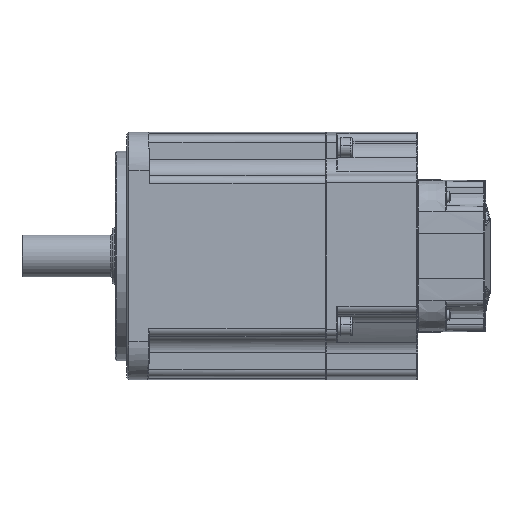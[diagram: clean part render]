
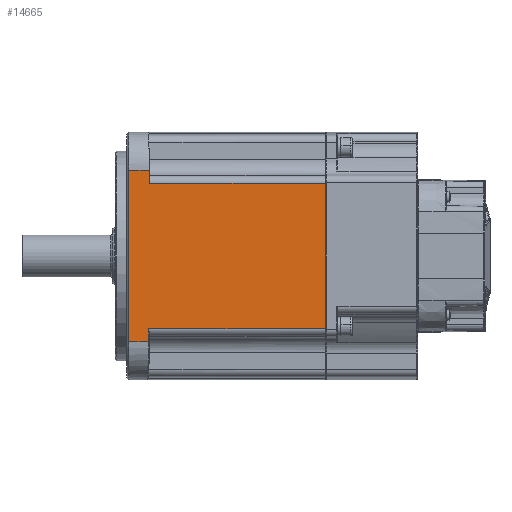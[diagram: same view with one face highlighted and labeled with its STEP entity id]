
A CAD part, front view. The second image highlights one B-rep face of the part: STEP entity #14665.
In plain terms, the highlighted planar face has unit normal (0, -1, 0).
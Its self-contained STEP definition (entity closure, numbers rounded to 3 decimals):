
#2567 = VERTEX_POINT ( 'NONE', #147750 ) ;
#6686 = CARTESIAN_POINT ( 'NONE',  ( -112.927, -65., 38.176 ) ) ;
#10258 = DIRECTION ( 'NONE',  ( -0.017, 0., 1. ) ) ;
#13620 = VERTEX_POINT ( 'NONE', #165617 ) ;
#14665 = ADVANCED_FACE ( 'NONE', ( #20999 ), #133191, .T. ) ;
#17679 = CARTESIAN_POINT ( 'NONE',  ( -20.503, -65., 38.176 ) ) ;
#20999 = FACE_OUTER_BOUND ( 'NONE', #202741, .T. ) ;
#21145 = CARTESIAN_POINT ( 'NONE',  ( -113.546, -65., -45. ) ) ;
#21632 = ORIENTED_EDGE ( 'NONE', *, *, #75252, .F. ) ;
#26839 = LINE ( 'NONE', #36144, #162254 ) ;
#29220 = LINE ( 'NONE', #131887, #80522 ) ;
#33076 = ORIENTED_EDGE ( 'NONE', *, *, #72753, .T. ) ;
#33211 = LINE ( 'NONE', #59334, #109508 ) ;
#33587 = ORIENTED_EDGE ( 'NONE', *, *, #191777, .T. ) ;
#35497 = DIRECTION ( 'NONE',  ( 0.017, 0., 1. ) ) ;
#36144 = CARTESIAN_POINT ( 'NONE',  ( -113.546, -65., -45. ) ) ;
#37763 = VECTOR ( 'NONE', #195353, 1000. ) ;
#43818 = VECTOR ( 'NONE', #51815, 1000. ) ;
#44937 = DIRECTION ( 'NONE',  ( 0., 0., 1. ) ) ;
#46111 = EDGE_CURVE ( 'NONE', #183417, #68659, #180395, .T. ) ;
#46610 = CARTESIAN_POINT ( 'NONE',  ( -124.003, -65., -45. ) ) ;
#51815 = DIRECTION ( 'NONE',  ( 0., 0., -1. ) ) ;
#52755 = LINE ( 'NONE', #6686, #57677 ) ;
#54776 = CARTESIAN_POINT ( 'NONE',  ( -308.851, -65., -45. ) ) ;
#57677 = VECTOR ( 'NONE', #160770, 1000. ) ;
#59334 = CARTESIAN_POINT ( 'NONE',  ( -124.003, -65., -45. ) ) ;
#59394 = ORIENTED_EDGE ( 'NONE', *, *, #99951, .F. ) ;
#68460 = AXIS2_PLACEMENT_3D ( 'NONE', #54776, #163615, #115982 ) ;
#68659 = VERTEX_POINT ( 'NONE', #134044 ) ;
#70581 = DIRECTION ( 'NONE',  ( 1., 0., 0. ) ) ;
#70986 = CARTESIAN_POINT ( 'NONE',  ( -20.503, -65., 38.176 ) ) ;
#72753 = EDGE_CURVE ( 'NONE', #2567, #13620, #121356, .T. ) ;
#75252 = EDGE_CURVE ( 'NONE', #190646, #150094, #52755, .T. ) ;
#77467 = VECTOR ( 'NONE', #10258, 1000. ) ;
#78750 = EDGE_CURVE ( 'NONE', #150094, #183417, #124837, .T. ) ;
#80522 = VECTOR ( 'NONE', #70581, 1000. ) ;
#82667 = CARTESIAN_POINT ( 'NONE',  ( -20.103, -65., -38.176 ) ) ;
#83276 = ORIENTED_EDGE ( 'NONE', *, *, #46111, .F. ) ;
#99951 = EDGE_CURVE ( 'NONE', #139372, #13620, #33211, .T. ) ;
#109508 = VECTOR ( 'NONE', #44937, 1000. ) ;
#115982 = DIRECTION ( 'NONE',  ( 0., 0., -1. ) ) ;
#121356 = LINE ( 'NONE', #180947, #37763 ) ;
#124837 = LINE ( 'NONE', #17679, #43818 ) ;
#131887 = CARTESIAN_POINT ( 'NONE',  ( -124.003, -65., -45. ) ) ;
#132209 = CARTESIAN_POINT ( 'NONE',  ( -20.503, -65., -38.176 ) ) ;
#132284 = CARTESIAN_POINT ( 'NONE',  ( -112.927, -65., 38.176 ) ) ;
#132363 = VERTEX_POINT ( 'NONE', #21145 ) ;
#132563 = CARTESIAN_POINT ( 'NONE',  ( -112.927, -65., 38.176 ) ) ;
#133191 = PLANE ( 'NONE',  #68460 ) ;
#134044 = CARTESIAN_POINT ( 'NONE',  ( -113.427, -65., -38.176 ) ) ;
#139372 = VERTEX_POINT ( 'NONE', #46610 ) ;
#147750 = CARTESIAN_POINT ( 'NONE',  ( -113.046, -65., 45. ) ) ;
#148289 = VECTOR ( 'NONE', #162675, 1000. ) ;
#150094 = VERTEX_POINT ( 'NONE', #70986 ) ;
#151509 = LINE ( 'NONE', #132563, #77467 ) ;
#154410 = EDGE_CURVE ( 'NONE', #132363, #68659, #26839, .T. ) ;
#160686 = ORIENTED_EDGE ( 'NONE', *, *, #202807, .T. ) ;
#160770 = DIRECTION ( 'NONE',  ( 1., 0., 0. ) ) ;
#162254 = VECTOR ( 'NONE', #35497, 1000. ) ;
#162675 = DIRECTION ( 'NONE',  ( -1., 0., 0. ) ) ;
#163615 = DIRECTION ( 'NONE',  ( 0., -1., 0. ) ) ;
#165617 = CARTESIAN_POINT ( 'NONE',  ( -124.003, -65., 45. ) ) ;
#175754 = ORIENTED_EDGE ( 'NONE', *, *, #154410, .T. ) ;
#180395 = LINE ( 'NONE', #82667, #148289 ) ;
#180947 = CARTESIAN_POINT ( 'NONE',  ( -113.046, -65., 45. ) ) ;
#183417 = VERTEX_POINT ( 'NONE', #132209 ) ;
#190646 = VERTEX_POINT ( 'NONE', #132284 ) ;
#191777 = EDGE_CURVE ( 'NONE', #190646, #2567, #151509, .T. ) ;
#195353 = DIRECTION ( 'NONE',  ( -1., 0., 0. ) ) ;
#201141 = ORIENTED_EDGE ( 'NONE', *, *, #78750, .F. ) ;
#202741 = EDGE_LOOP ( 'NONE', ( #201141, #21632, #33587, #33076, #59394, #160686, #175754, #83276 ) ) ;
#202807 = EDGE_CURVE ( 'NONE', #139372, #132363, #29220, .T. ) ;
